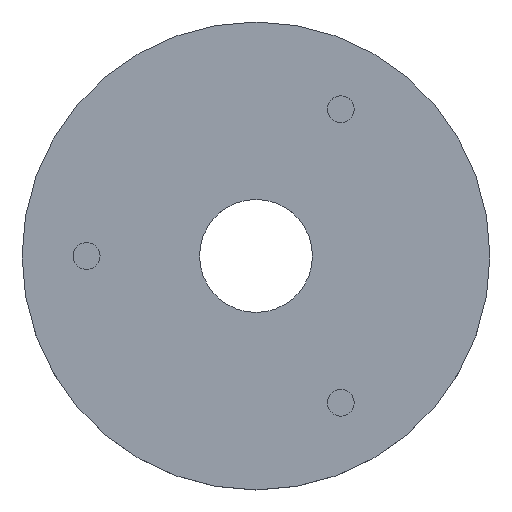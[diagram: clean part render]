
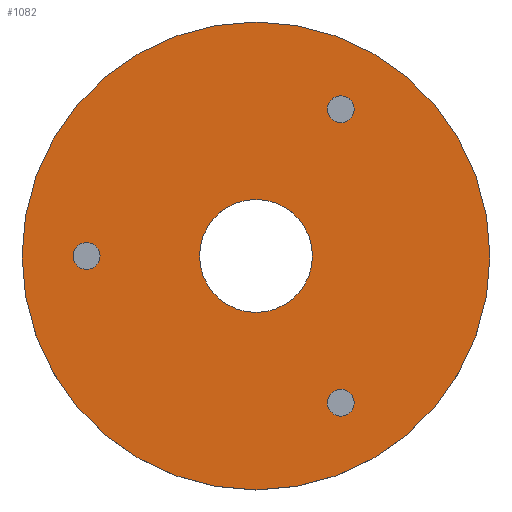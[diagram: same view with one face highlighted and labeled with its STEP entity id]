
A CAD part, top view. The second image highlights one B-rep face of the part: STEP entity #1082.
In plain terms, the highlighted planar face has unit normal (0, 0, 1).
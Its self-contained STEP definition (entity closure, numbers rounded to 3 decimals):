
#16=FACE_BOUND('',#200,.T.);
#17=FACE_BOUND('',#201,.T.);
#18=FACE_BOUND('',#202,.T.);
#19=FACE_BOUND('',#203,.T.);
#90=PLANE('',#1182);
#130=FACE_OUTER_BOUND('',#199,.T.);
#199=EDGE_LOOP('',(#761));
#200=EDGE_LOOP('',(#762));
#201=EDGE_LOOP('',(#763));
#202=EDGE_LOOP('',(#764));
#203=EDGE_LOOP('',(#765));
#414=CIRCLE('',#1165,7.);
#415=CIRCLE('',#1167,1.666);
#416=CIRCLE('',#1169,1.666);
#417=CIRCLE('',#1171,1.666);
#423=CIRCLE('',#1183,29.);
#468=VERTEX_POINT('',#1675);
#469=VERTEX_POINT('',#1679);
#470=VERTEX_POINT('',#1683);
#471=VERTEX_POINT('',#1687);
#477=VERTEX_POINT('',#1707);
#578=EDGE_CURVE('',#468,#468,#414,.T.);
#579=EDGE_CURVE('',#469,#469,#415,.T.);
#581=EDGE_CURVE('',#470,#470,#416,.T.);
#583=EDGE_CURVE('',#471,#471,#417,.T.);
#591=EDGE_CURVE('',#477,#477,#423,.T.);
#761=ORIENTED_EDGE('',*,*,#591,.F.);
#762=ORIENTED_EDGE('',*,*,#583,.T.);
#763=ORIENTED_EDGE('',*,*,#581,.T.);
#764=ORIENTED_EDGE('',*,*,#579,.T.);
#765=ORIENTED_EDGE('',*,*,#578,.T.);
#1082=ADVANCED_FACE('',(#130,#16,#17,#18,#19),#90,.T.);
#1165=AXIS2_PLACEMENT_3D('',#1677,#1310,#1311);
#1167=AXIS2_PLACEMENT_3D('',#1680,#1314,#1315);
#1169=AXIS2_PLACEMENT_3D('',#1684,#1319,#1320);
#1171=AXIS2_PLACEMENT_3D('',#1688,#1324,#1325);
#1182=AXIS2_PLACEMENT_3D('',#1706,#1348,#1349);
#1183=AXIS2_PLACEMENT_3D('',#1708,#1350,#1351);
#1310=DIRECTION('center_axis',(0.,0.,-1.));
#1311=DIRECTION('ref_axis',(0.,-1.,0.));
#1314=DIRECTION('center_axis',(0.,0.,-1.));
#1315=DIRECTION('ref_axis',(0.,1.,0.));
#1319=DIRECTION('center_axis',(0.,0.,-1.));
#1320=DIRECTION('ref_axis',(-0.866,-0.5,0.));
#1324=DIRECTION('center_axis',(0.,0.,-1.));
#1325=DIRECTION('ref_axis',(0.866,-0.5,0.));
#1348=DIRECTION('center_axis',(0.,0.,1.));
#1349=DIRECTION('ref_axis',(0.,-1.,0.));
#1350=DIRECTION('center_axis',(0.,0.,-1.));
#1351=DIRECTION('ref_axis',(0.,-1.,0.));
#1675=CARTESIAN_POINT('',(0.,-7.,13.));
#1677=CARTESIAN_POINT('Origin',(0.,0.,13.));
#1679=CARTESIAN_POINT('',(-21.,-1.667,13.));
#1680=CARTESIAN_POINT('Origin',(-21.,-0.001,
13.));
#1683=CARTESIAN_POINT('',(11.943,-17.353,13.));
#1684=CARTESIAN_POINT('Origin',(10.501,-18.186,13.));
#1687=CARTESIAN_POINT('',(9.057,19.02,13.));
#1688=CARTESIAN_POINT('Origin',(10.499,18.187,13.));
#1706=CARTESIAN_POINT('Origin',(0.,29.,13.));
#1707=CARTESIAN_POINT('',(0.,-29.,13.));
#1708=CARTESIAN_POINT('Origin',(0.,0.,13.));
